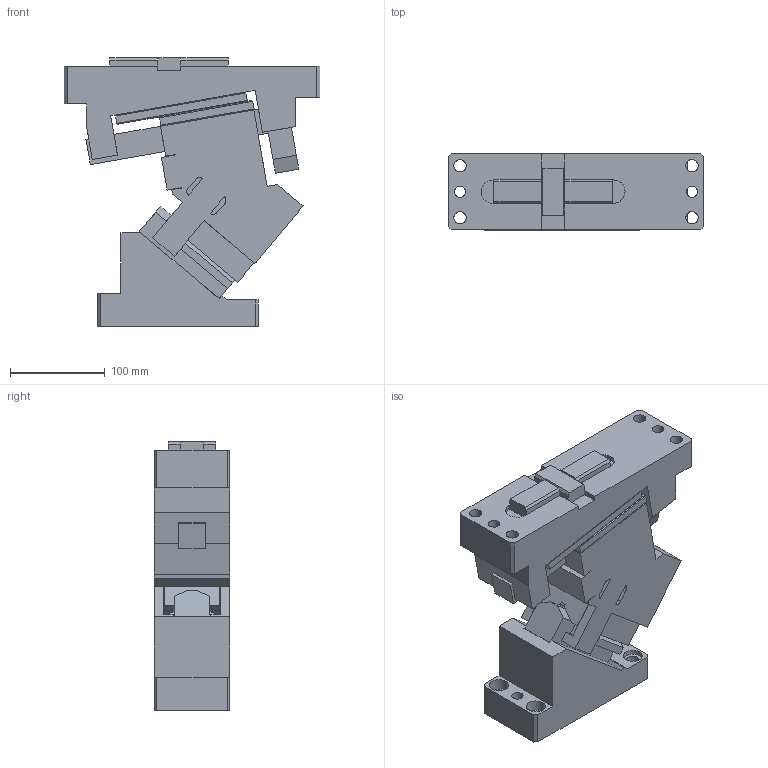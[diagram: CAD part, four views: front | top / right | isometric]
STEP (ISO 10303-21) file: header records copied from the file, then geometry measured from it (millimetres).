
FILE_DESCRIPTION(('CATIA V5 STEP Exchange'),'2;1');
FILE_NAME('CACN_80_40.stp','2015-04-27T14:36:32+00:00',('none'),('none'),'CATIA Version 5 Release 19 SP 2 (IN-10)','CATIA V5 STEP AP203','none');
FILE_SCHEMA(('CONFIG_CONTROL_DESIGN'));
Length unit declared in the file: millimetre
Products named in the file (1): CACN_80_40
Bounding box: 270 x 80 x 284 mm (x, y, z)
Volume: 3383900.5 mm3; surface area: 316215.3 mm2
Topology: 3 solids, 3 shells, 262 faces, 720 edges, 474 vertices
Faces by surface type: plane 196, cylinder 66
Entity records: 9390 total; most frequent: CARTESIAN_POINT 3033, ORIENTED_EDGE 1440, DIRECTION 1044, EDGE_CURVE 720, VECTOR 584, LINE 584, VERTEX_POINT 474, EDGE_LOOP 300
